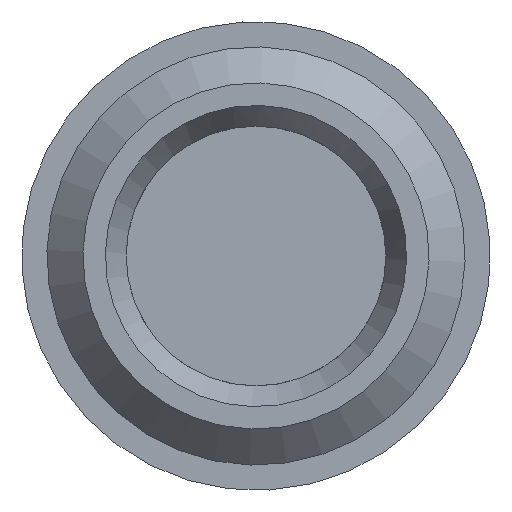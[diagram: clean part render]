
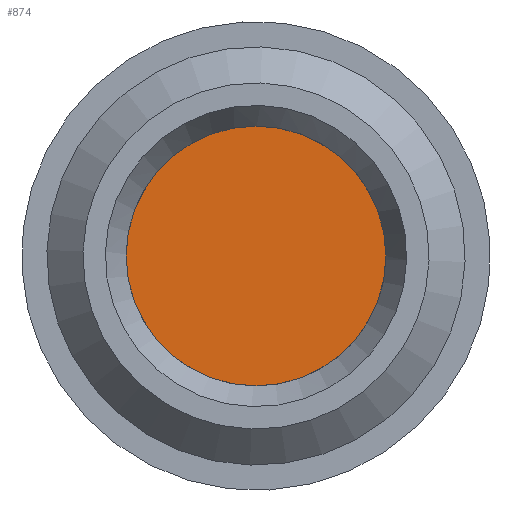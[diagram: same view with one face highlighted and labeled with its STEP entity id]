
A CAD part, front view. The second image highlights one B-rep face of the part: STEP entity #874.
In plain terms, the highlighted planar face has unit normal (0, -1, 0).
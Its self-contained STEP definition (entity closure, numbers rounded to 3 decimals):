
#41=PLANE('',#949);
#73=FACE_OUTER_BOUND('',#123,.T.);
#123=EDGE_LOOP('',(#566));
#298=CIRCLE('',#946,1.8);
#353=VERTEX_POINT('',#1323);
#438=EDGE_CURVE('',#353,#353,#298,.T.);
#566=ORIENTED_EDGE('',*,*,#438,.T.);
#874=ADVANCED_FACE('',(#73),#41,.F.);
#946=AXIS2_PLACEMENT_3D('',#1324,#1054,#1055);
#949=AXIS2_PLACEMENT_3D('',#1330,#1061,#1062);
#1054=DIRECTION('center_axis',(0.,-1.,0.));
#1055=DIRECTION('ref_axis',(-1.,0.,0.));
#1061=DIRECTION('center_axis',(0.,1.,0.));
#1062=DIRECTION('ref_axis',(0.,0.,1.));
#1323=CARTESIAN_POINT('',(-24.523,-17.248,26.722));
#1324=CARTESIAN_POINT('Origin',(-26.323,-17.248,26.722));
#1330=CARTESIAN_POINT('Origin',(-26.323,-17.248,26.722));
